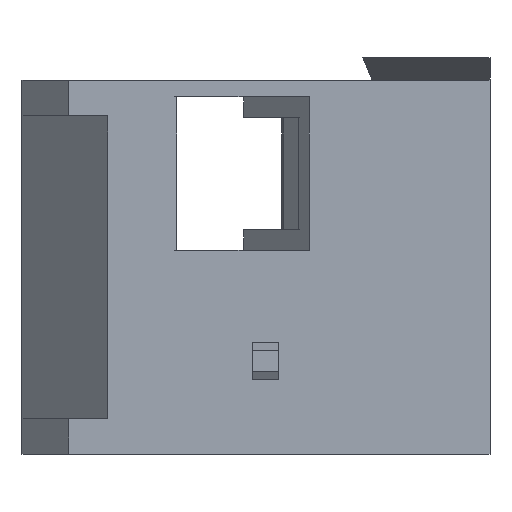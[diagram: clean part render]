
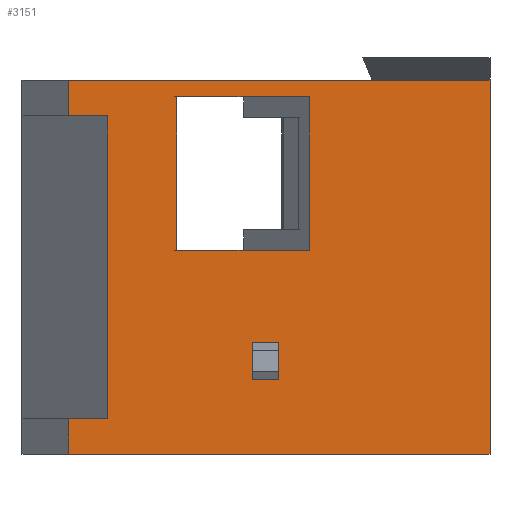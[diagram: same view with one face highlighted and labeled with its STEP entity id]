
A CAD part, front view. The second image highlights one B-rep face of the part: STEP entity #3151.
In plain terms, the highlighted planar face has unit normal (0, -1, 0).
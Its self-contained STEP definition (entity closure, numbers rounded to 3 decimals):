
#643=ORIENTED_EDGE('',*,*,#730,.F.);
#644=ORIENTED_EDGE('',*,*,#727,.F.);
#645=ORIENTED_EDGE('',*,*,#726,.T.);
#646=ORIENTED_EDGE('',*,*,#718,.F.);
#647=ORIENTED_EDGE('',*,*,#779,.T.);
#648=ORIENTED_EDGE('',*,*,#1011,.T.);
#649=ORIENTED_EDGE('',*,*,#758,.T.);
#650=ORIENTED_EDGE('',*,*,#1014,.F.);
#651=ORIENTED_EDGE('',*,*,#1037,.F.);
#652=ORIENTED_EDGE('',*,*,#1038,.F.);
#653=ORIENTED_EDGE('',*,*,#839,.F.);
#654=ORIENTED_EDGE('',*,*,#844,.F.);
#655=ORIENTED_EDGE('',*,*,#847,.F.);
#656=ORIENTED_EDGE('',*,*,#850,.F.);
#657=ORIENTED_EDGE('',*,*,#946,.F.);
#658=ORIENTED_EDGE('',*,*,#1035,.F.);
#718=EDGE_CURVE('',#1048,#1049,#1267,.T.);
#726=EDGE_CURVE('',#1053,#1049,#1275,.T.);
#727=EDGE_CURVE('',#1053,#1056,#1276,.T.);
#730=EDGE_CURVE('',#1056,#1048,#1279,.T.);
#758=EDGE_CURVE('',#1079,#1078,#1305,.T.);
#779=EDGE_CURVE('',#1095,#1094,#1326,.T.);
#839=EDGE_CURVE('',#1138,#1140,#1380,.T.);
#844=EDGE_CURVE('',#1143,#1138,#1385,.T.);
#847=EDGE_CURVE('',#1145,#1143,#1388,.T.);
#850=EDGE_CURVE('',#1147,#1145,#1391,.T.);
#946=EDGE_CURVE('',#1214,#1147,#1483,.T.);
#1011=EDGE_CURVE('',#1094,#1079,#1534,.T.);
#1014=EDGE_CURVE('',#1095,#1078,#1537,.T.);
#1035=EDGE_CURVE('',#1262,#1214,#1557,.T.);
#1037=EDGE_CURVE('',#1263,#1262,#1559,.T.);
#1038=EDGE_CURVE('',#1140,#1263,#1560,.T.);
#1048=VERTEX_POINT('',#3908);
#1049=VERTEX_POINT('',#3909);
#1053=VERTEX_POINT('',#3918);
#1056=VERTEX_POINT('',#3927);
#1078=VERTEX_POINT('',#3988);
#1079=VERTEX_POINT('',#3990);
#1094=VERTEX_POINT('',#4031);
#1095=VERTEX_POINT('',#4033);
#1138=VERTEX_POINT('',#4156);
#1140=VERTEX_POINT('',#4159);
#1143=VERTEX_POINT('',#4167);
#1145=VERTEX_POINT('',#4173);
#1147=VERTEX_POINT('',#4179);
#1214=VERTEX_POINT('',#4371);
#1262=VERTEX_POINT('',#4543);
#1263=VERTEX_POINT('',#4548);
#1267=LINE('',#3907,#1570);
#1275=LINE('',#3924,#1578);
#1276=LINE('',#3926,#1579);
#1279=LINE('',#3932,#1582);
#1305=LINE('',#3989,#1608);
#1326=LINE('',#4032,#1629);
#1380=LINE('',#4158,#1683);
#1385=LINE('',#4168,#1688);
#1388=LINE('',#4174,#1691);
#1391=LINE('',#4180,#1694);
#1483=LINE('',#4372,#1786);
#1534=LINE('',#4498,#1837);
#1537=LINE('',#4503,#1840);
#1557=LINE('',#4544,#1860);
#1559=LINE('',#4547,#1862);
#1560=LINE('',#4549,#1863);
#1570=VECTOR('',#3316,1000.);
#1578=VECTOR('',#3326,1000.);
#1579=VECTOR('',#3329,1000.);
#1582=VECTOR('',#3334,1000.);
#1608=VECTOR('',#3380,1000.);
#1629=VECTOR('',#3413,1000.);
#1683=VECTOR('',#3521,1000.);
#1688=VECTOR('',#3528,1000.);
#1691=VECTOR('',#3533,1000.);
#1694=VECTOR('',#3538,1000.);
#1786=VECTOR('',#3696,1000.);
#1837=VECTOR('',#3825,1000.);
#1840=VECTOR('',#3832,1000.);
#1860=VECTOR('',#3870,1000.);
#1862=VECTOR('',#3874,1000.);
#1863=VECTOR('',#3875,1000.);
#1984=EDGE_LOOP('',(#643,#644,#645,#646));
#1985=EDGE_LOOP('',(#647,#648,#649,#650));
#1986=EDGE_LOOP('',(#651,#652,#653,#654,#655,#656,#657,#658));
#2107=FACE_BOUND('',#1984,.T.);
#2108=FACE_BOUND('',#1985,.T.);
#2109=FACE_BOUND('',#1986,.T.);
#2218=PLANE('',#3301);
#3151=ADVANCED_FACE('',(#2107,#2108,#2109),#2218,.T.);
#3301=AXIS2_PLACEMENT_3D('',#4546,#3872,#3873);
#3316=DIRECTION('',(-1.,0.,0.));
#3326=DIRECTION('',(0.,0.,1.));
#3329=DIRECTION('',(1.,0.,0.));
#3334=DIRECTION('',(0.,0.,1.));
#3380=DIRECTION('',(0.,0.,1.));
#3413=DIRECTION('',(0.,0.,-1.));
#3521=DIRECTION('',(-1.,0.,0.));
#3528=DIRECTION('',(0.,0.,1.));
#3533=DIRECTION('',(1.,0.,0.));
#3538=DIRECTION('',(0.,0.,1.));
#3696=DIRECTION('',(-1.,0.,0.));
#3825=DIRECTION('',(-1.,0.,0.));
#3832=DIRECTION('',(-1.,0.,0.));
#3870=DIRECTION('',(0.,0.,-1.));
#3872=DIRECTION('',(0.,-1.,0.));
#3873=DIRECTION('',(0.,0.,1.));
#3874=DIRECTION('',(1.,0.,0.));
#3875=DIRECTION('',(0.,0.,1.));
#3907=CARTESIAN_POINT('',(-5.65,0.,3.));
#3908=CARTESIAN_POINT('',(-5.65,0.,3.));
#3909=CARTESIAN_POINT('',(-6.35,0.,3.));
#3918=CARTESIAN_POINT('',(-6.35,0.,2.));
#3924=CARTESIAN_POINT('',(-6.35,0.,2.));
#3926=CARTESIAN_POINT('',(-6.35,0.,2.));
#3927=CARTESIAN_POINT('',(-5.65,0.,2.));
#3932=CARTESIAN_POINT('',(-5.65,0.,2.));
#3988=CARTESIAN_POINT('',(-8.365,0.,9.55));
#3989=CARTESIAN_POINT('',(-8.365,0.,5.45));
#3990=CARTESIAN_POINT('',(-8.365,0.,5.45));
#4031=CARTESIAN_POINT('',(-4.829,0.,5.45));
#4032=CARTESIAN_POINT('',(-4.829,0.,9.55));
#4033=CARTESIAN_POINT('',(-4.829,0.,9.55));
#4156=CARTESIAN_POINT('',(-10.203,0.,9.04));
#4158=CARTESIAN_POINT('',(-10.203,0.,9.04));
#4159=CARTESIAN_POINT('',(-11.25,0.,9.04));
#4167=CARTESIAN_POINT('',(-10.203,0.,0.96));
#4168=CARTESIAN_POINT('',(-10.203,0.,0.96));
#4173=CARTESIAN_POINT('',(-11.25,0.,0.96));
#4174=CARTESIAN_POINT('',(-11.25,0.,0.96));
#4179=CARTESIAN_POINT('',(-11.25,0.,0.));
#4180=CARTESIAN_POINT('',(-11.25,0.,0.));
#4371=CARTESIAN_POINT('',(0.,0.,0.));
#4372=CARTESIAN_POINT('',(0.,0.,0.));
#4498=CARTESIAN_POINT('',(-4.829,0.,5.45));
#4503=CARTESIAN_POINT('',(-4.829,0.,9.55));
#4543=CARTESIAN_POINT('',(0.,0.,10.));
#4544=CARTESIAN_POINT('',(0.,0.,10.));
#4546=CARTESIAN_POINT('',(-5.658,0.,5.904));
#4547=CARTESIAN_POINT('',(-11.25,0.,10.));
#4548=CARTESIAN_POINT('',(-11.25,0.,10.));
#4549=CARTESIAN_POINT('',(-11.25,0.,9.04));
